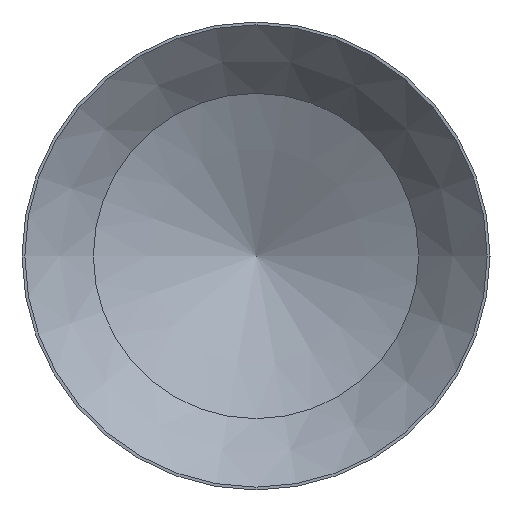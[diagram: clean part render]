
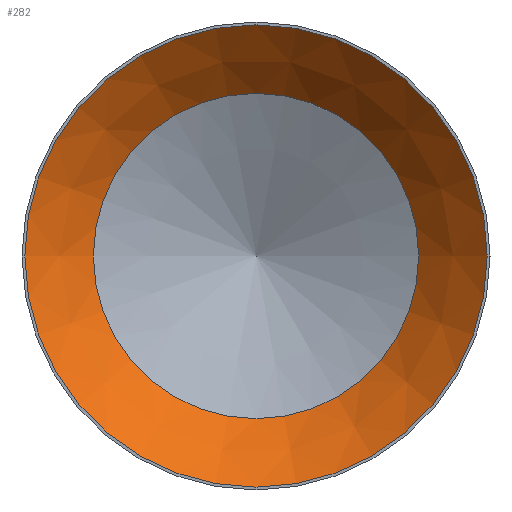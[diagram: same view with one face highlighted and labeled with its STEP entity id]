
A CAD part, front view. The second image highlights one B-rep face of the part: STEP entity #282.
In plain terms, the highlighted conical face has half-angle 45 degrees and reference radius 2.025 mm.
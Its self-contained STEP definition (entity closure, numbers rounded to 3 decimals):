
#146=FACE_BOUND('',#444,.T.);
#147=FACE_BOUND('',#445,.T.);
#282=ADVANCED_FACE('',(#146,#147),#341,.F.);
#341=CONICAL_SURFACE('',#1355,2.025,45.);
#444=EDGE_LOOP('',(#710));
#445=EDGE_LOOP('',(#711));
#710=ORIENTED_EDGE('',*,*,#1138,.F.);
#711=ORIENTED_EDGE('',*,*,#1137,.T.);
#987=VERTEX_POINT('',#2312);
#988=VERTEX_POINT('',#2315);
#1137=EDGE_CURVE('',#987,#987,#1237,.T.);
#1138=EDGE_CURVE('',#988,#988,#1238,.T.);
#1237=CIRCLE('',#1352,2.025);
#1238=CIRCLE('',#1354,1.425);
#1352=AXIS2_PLACEMENT_3D('',#2311,#1608,#1609);
#1354=AXIS2_PLACEMENT_3D('',#2314,#1612,#1613);
#1355=AXIS2_PLACEMENT_3D('',#2316,#1614,#1615);
#1608=DIRECTION('',(0.,-1.,0.));
#1609=DIRECTION('',(1.,0.,0.));
#1612=DIRECTION('',(0.,-1.,0.));
#1613=DIRECTION('',(1.,0.,0.));
#1614=DIRECTION('',(0.,-1.,0.));
#1615=DIRECTION('',(1.,0.,0.));
#2311=CARTESIAN_POINT('',(-1.546,-11.878,0.));
#2312=CARTESIAN_POINT('',(0.479,-11.878,0.));
#2314=CARTESIAN_POINT('',(-1.546,-11.278,0.));
#2315=CARTESIAN_POINT('',(-0.121,-11.278,0.));
#2316=CARTESIAN_POINT('',(-1.546,-11.878,0.));
